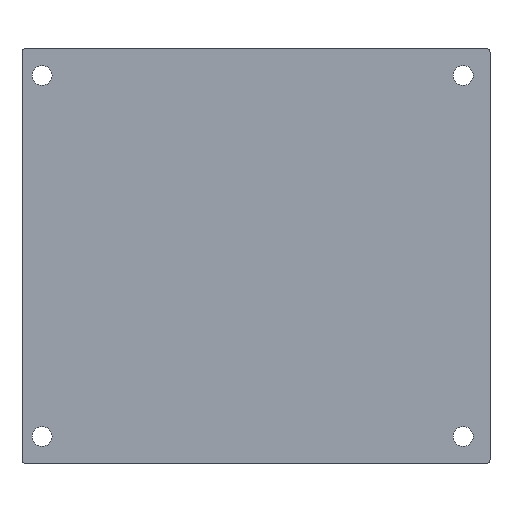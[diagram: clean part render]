
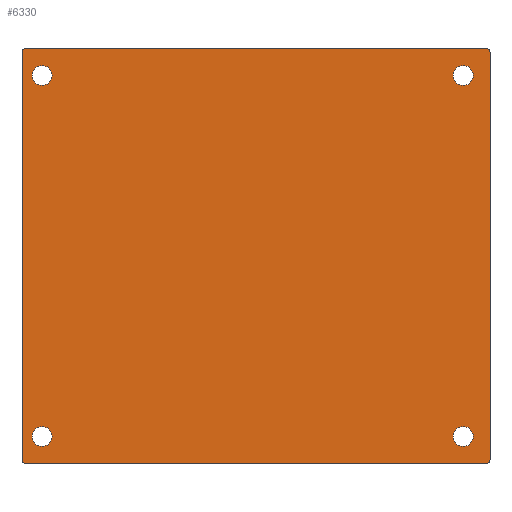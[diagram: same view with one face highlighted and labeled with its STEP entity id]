
A CAD part, front view. The second image highlights one B-rep face of the part: STEP entity #6330.
In plain terms, the highlighted planar face has unit normal (0, -1, 0).
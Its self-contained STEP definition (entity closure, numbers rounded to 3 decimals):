
#17=CIRCLE('',#6696,1.5);
#19=CIRCLE('',#6699,1.5);
#21=CIRCLE('',#6702,1.5);
#23=CIRCLE('',#6706,1.5);
#324=CIRCLE('',#7009,0.5);
#325=CIRCLE('',#7010,0.5);
#326=CIRCLE('',#7011,0.5);
#327=CIRCLE('',#7012,0.5);
#1312=ORIENTED_EDGE('',*,*,#3028,.T.);
#1313=ORIENTED_EDGE('',*,*,#3364,.T.);
#1314=ORIENTED_EDGE('',*,*,#3016,.T.);
#1315=ORIENTED_EDGE('',*,*,#3365,.T.);
#1316=ORIENTED_EDGE('',*,*,#3014,.F.);
#1317=ORIENTED_EDGE('',*,*,#3366,.T.);
#1318=ORIENTED_EDGE('',*,*,#3010,.F.);
#1319=ORIENTED_EDGE('',*,*,#3367,.T.);
#1320=ORIENTED_EDGE('',*,*,#3025,.T.);
#1321=ORIENTED_EDGE('',*,*,#3023,.T.);
#1322=ORIENTED_EDGE('',*,*,#3021,.T.);
#1323=ORIENTED_EDGE('',*,*,#3031,.T.);
#3010=EDGE_CURVE('',#4038,#4039,#4722,.T.);
#3014=EDGE_CURVE('',#4042,#4043,#4726,.T.);
#3016=EDGE_CURVE('',#4044,#4045,#4728,.T.);
#3021=EDGE_CURVE('',#4049,#4049,#17,.T.);
#3023=EDGE_CURVE('',#4051,#4051,#19,.T.);
#3025=EDGE_CURVE('',#4053,#4053,#21,.T.);
#3028=EDGE_CURVE('',#4057,#4056,#4734,.T.);
#3031=EDGE_CURVE('',#4059,#4059,#23,.T.);
#3364=EDGE_CURVE('',#4056,#4044,#324,.F.);
#3365=EDGE_CURVE('',#4045,#4043,#325,.F.);
#3366=EDGE_CURVE('',#4042,#4039,#326,.F.);
#3367=EDGE_CURVE('',#4038,#4057,#327,.F.);
#4038=VERTEX_POINT('',#10046);
#4039=VERTEX_POINT('',#10048);
#4042=VERTEX_POINT('',#10055);
#4043=VERTEX_POINT('',#10057);
#4044=VERTEX_POINT('',#10061);
#4045=VERTEX_POINT('',#10062);
#4049=VERTEX_POINT('',#10072);
#4051=VERTEX_POINT('',#10077);
#4053=VERTEX_POINT('',#10082);
#4056=VERTEX_POINT('',#10088);
#4057=VERTEX_POINT('',#10090);
#4059=VERTEX_POINT('',#10096);
#4722=LINE('',#10047,#5126);
#4726=LINE('',#10056,#5130);
#4728=LINE('',#10060,#5132);
#4734=LINE('',#10089,#5138);
#5126=VECTOR('',#7678,1000.);
#5130=VECTOR('',#7684,1000.);
#5132=VECTOR('',#7688,1000.);
#5138=VECTOR('',#7714,1000.);
#5552=EDGE_LOOP('',(#1312,#1313,#1314,#1315,#1316,#1317,#1318,#1319));
#5553=EDGE_LOOP('',(#1320));
#5554=EDGE_LOOP('',(#1321));
#5555=EDGE_LOOP('',(#1322));
#5556=EDGE_LOOP('',(#1323));
#5928=FACE_BOUND('',#5552,.T.);
#5929=FACE_BOUND('',#5553,.T.);
#5930=FACE_BOUND('',#5554,.T.);
#5931=FACE_BOUND('',#5555,.T.);
#5932=FACE_BOUND('',#5556,.T.);
#6285=PLANE('',#7008);
#6330=ADVANCED_FACE('',(#5928,#5929,#5930,#5931,#5932),#6285,.F.);
#6696=AXIS2_PLACEMENT_3D('',#10071,#7696,#7697);
#6699=AXIS2_PLACEMENT_3D('',#10076,#7702,#7703);
#6702=AXIS2_PLACEMENT_3D('',#10081,#7708,#7709);
#6706=AXIS2_PLACEMENT_3D('',#10095,#7720,#7721);
#7008=AXIS2_PLACEMENT_3D('',#10762,#8356,#8357);
#7009=AXIS2_PLACEMENT_3D('',#10763,#8358,#8359);
#7010=AXIS2_PLACEMENT_3D('',#10764,#8360,#8361);
#7011=AXIS2_PLACEMENT_3D('',#10765,#8362,#8363);
#7012=AXIS2_PLACEMENT_3D('',#10766,#8364,#8365);
#7678=DIRECTION('',(0.,0.,1.));
#7684=DIRECTION('',(1.,0.,0.));
#7688=DIRECTION('',(0.,0.,1.));
#7696=DIRECTION('',(0.,1.,0.));
#7697=DIRECTION('',(1.,0.,0.));
#7702=DIRECTION('',(0.,1.,0.));
#7703=DIRECTION('',(1.,0.,0.));
#7708=DIRECTION('',(0.,1.,0.));
#7709=DIRECTION('',(1.,0.,0.));
#7714=DIRECTION('',(1.,0.,0.));
#7720=DIRECTION('',(0.,1.,0.));
#7721=DIRECTION('',(1.,0.,0.));
#8356=DIRECTION('',(0.,1.,0.));
#8357=DIRECTION('',(1.,0.,0.));
#8358=DIRECTION('',(0.,1.,0.));
#8359=DIRECTION('',(1.,0.,0.));
#8360=DIRECTION('',(0.,1.,0.));
#8361=DIRECTION('',(1.,0.,0.));
#8362=DIRECTION('',(0.,1.,0.));
#8363=DIRECTION('',(1.,0.,0.));
#8364=DIRECTION('',(0.,1.,0.));
#8365=DIRECTION('',(1.,0.,0.));
#10046=CARTESIAN_POINT('',(78.303,23.6,-58.872));
#10047=CARTESIAN_POINT('',(78.303,23.6,-28.372));
#10048=CARTESIAN_POINT('',(78.303,23.6,2.128));
#10055=CARTESIAN_POINT('',(78.803,23.6,2.628));
#10056=CARTESIAN_POINT('',(113.303,23.6,2.628));
#10057=CARTESIAN_POINT('',(147.803,23.6,2.628));
#10060=CARTESIAN_POINT('',(148.303,23.6,-28.372));
#10061=CARTESIAN_POINT('',(148.303,23.6,-58.872));
#10062=CARTESIAN_POINT('',(148.303,23.6,2.128));
#10071=CARTESIAN_POINT('',(144.303,23.6,-1.372));
#10072=CARTESIAN_POINT('',(145.803,23.6,-1.372));
#10076=CARTESIAN_POINT('',(81.303,23.6,-1.372));
#10077=CARTESIAN_POINT('',(82.803,23.6,-1.372));
#10081=CARTESIAN_POINT('',(144.303,23.6,-55.372));
#10082=CARTESIAN_POINT('',(145.803,23.6,-55.372));
#10088=CARTESIAN_POINT('',(147.803,23.6,-59.372));
#10089=CARTESIAN_POINT('',(113.303,23.6,-59.372));
#10090=CARTESIAN_POINT('',(78.803,23.6,-59.372));
#10095=CARTESIAN_POINT('',(81.303,23.6,-55.372));
#10096=CARTESIAN_POINT('',(82.803,23.6,-55.372));
#10762=CARTESIAN_POINT('',(113.303,23.6,-28.372));
#10763=CARTESIAN_POINT('',(147.803,23.6,-58.872));
#10764=CARTESIAN_POINT('',(147.803,23.6,2.128));
#10765=CARTESIAN_POINT('',(78.803,23.6,2.128));
#10766=CARTESIAN_POINT('',(78.803,23.6,-58.872));
